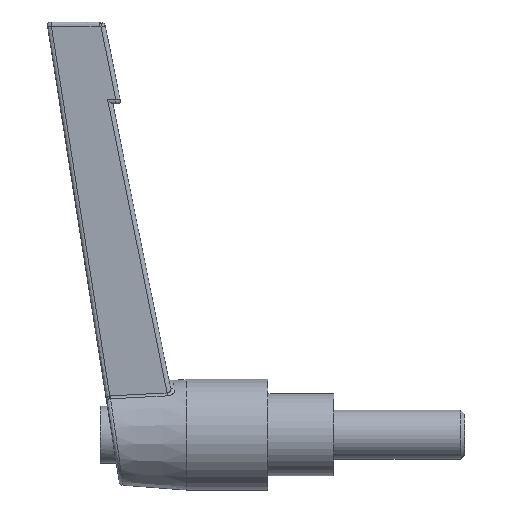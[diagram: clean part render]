
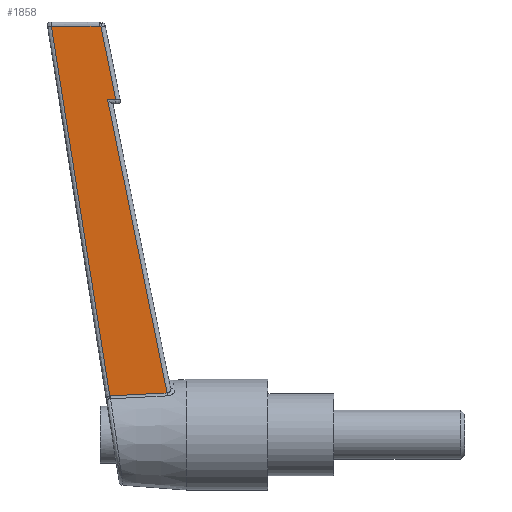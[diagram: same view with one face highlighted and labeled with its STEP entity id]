
A CAD part, left-side view. The second image highlights one B-rep face of the part: STEP entity #1858.
In plain terms, the highlighted planar face has unit normal (-0.999, 0.054, 0.002).
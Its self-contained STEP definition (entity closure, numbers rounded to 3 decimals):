
#36 = CARTESIAN_POINT ( 'NONE',  ( -3.972, 18.915, 40.878 ) ) ;
#151 = CARTESIAN_POINT ( 'NONE',  ( -3.861, 20.612, 49.878 ) ) ;
#335 = PLANE ( 'NONE',  #658 ) ;
#377 = CARTESIAN_POINT ( 'NONE',  ( -4.028, 19.32, 4.731 ) ) ;
#629 = CARTESIAN_POINT ( 'NONE',  ( -3.707, 24.068, 34.829 ) ) ;
#634 = DIRECTION ( 'NONE',  ( -0.054, -0.999, 0. ) ) ;
#658 = AXIS2_PLACEMENT_3D ( 'NONE', #4878, #2198, #634 ) ;
#661 = CARTESIAN_POINT ( 'NONE',  ( -4.033, 19.229, 4.738 ) ) ;
#807 = VERTEX_POINT ( 'NONE', #1463 ) ;
#810 = CARTESIAN_POINT ( 'NONE',  ( -3.547, 26.442, 49.878 ) ) ;
#811 = EDGE_CURVE ( 'NONE', #1040, #1581, #4325, .T. ) ;
#868 = CARTESIAN_POINT ( 'NONE',  ( -3.99, 18.582, 40.878 ) ) ;
#877 = CARTESIAN_POINT ( 'NONE',  ( -4.404, 12.325, 5.099 ) ) ;
#972 = CARTESIAN_POINT ( 'NONE',  ( -3.873, 20.392, 49.801 ) ) ;
#989 = CARTESIAN_POINT ( 'NONE',  ( -3.865, 20.539, 49.852 ) ) ;
#1040 = VERTEX_POINT ( 'NONE', #868 ) ;
#1042 = CARTESIAN_POINT ( 'NONE',  ( -4.157, 16.928, 4.858 ) ) ;
#1076 = ORIENTED_EDGE ( 'NONE', *, *, #2901, .T. ) ;
#1132 = CARTESIAN_POINT ( 'NONE',  ( -3.954, 19.249, 40.878 ) ) ;
#1269 = EDGE_CURVE ( 'NONE', #4605, #1532, #2723, .T. ) ;
#1463 = CARTESIAN_POINT ( 'NONE',  ( -4.033, 19.229, 4.738 ) ) ;
#1472 = CARTESIAN_POINT ( 'NONE',  ( -4.03, 19.29, 4.735 ) ) ;
#1494 = EDGE_LOOP ( 'NONE', ( #4757, #2959, #4130, #1824, #1076, #4303, #4912, #2466 ) ) ;
#1532 = VERTEX_POINT ( 'NONE', #377 ) ;
#1539 = CARTESIAN_POINT ( 'NONE',  ( -3.651, 24.499, 49.878 ) ) ;
#1581 = VERTEX_POINT ( 'NONE', #972 ) ;
#1788 = CARTESIAN_POINT ( 'NONE',  ( -3.547, 26.442, 49.878 ) ) ;
#1824 = ORIENTED_EDGE ( 'NONE', *, *, #4156, .T. ) ;
#1858 = ADVANCED_FACE ( 'NONE', ( #2620 ), #335, .T. ) ;
#1863 = CARTESIAN_POINT ( 'NONE',  ( -3.99, 18.582, 40.878 ) ) ;
#1921 = EDGE_CURVE ( 'NONE', #1532, #807, #4573, .T. ) ;
#2059 = B_SPLINE_CURVE_WITH_KNOTS ( 'NONE', 3,
 ( #3027, #1132, #36, #1863 ),
 .UNSPECIFIED., .F., .F.,
 ( 4, 4 ),
 ( 0., 1. ),
 .UNSPECIFIED. ) ;
#2072 = EDGE_CURVE ( 'NONE', #2364, #4605, #4038, .T. ) ;
#2136 = CARTESIAN_POINT ( 'NONE',  ( -3.99, 18.582, 40.878 ) ) ;
#2147 = CARTESIAN_POINT ( 'NONE',  ( -4.028, 19.32, 4.731 ) ) ;
#2198 = DIRECTION ( 'NONE',  ( -0.999, 0.054, 0.002 ) ) ;
#2282 = CARTESIAN_POINT ( 'NONE',  ( -3.547, 26.442, 49.878 ) ) ;
#2294 = VERTEX_POINT ( 'NONE', #4842 ) ;
#2316 = CARTESIAN_POINT ( 'NONE',  ( -4.092, 17.163, 28.952 ) ) ;
#2364 = VERTEX_POINT ( 'NONE', #2646 ) ;
#2454 = CARTESIAN_POINT ( 'NONE',  ( -3.936, 19.582, 40.878 ) ) ;
#2466 = ORIENTED_EDGE ( 'NONE', *, *, #2072, .T. ) ;
#2532 = CARTESIAN_POINT ( 'NONE',  ( -3.951, 19.185, 43.852 ) ) ;
#2550 = CARTESIAN_POINT ( 'NONE',  ( -4.033, 19.229, 4.738 ) ) ;
#2580 = CARTESIAN_POINT ( 'NONE',  ( -3.873, 20.392, 49.801 ) ) ;
#2602 = B_SPLINE_CURVE_WITH_KNOTS ( 'NONE', 3,
 ( #877, #4623, #2316, #4321 ),
 .UNSPECIFIED., .F., .F.,
 ( 4, 4 ),
 ( 0.006, 1. ),
 .UNSPECIFIED. ) ;
#2620 = FACE_OUTER_BOUND ( 'NONE', #1494, .T. ) ;
#2646 = CARTESIAN_POINT ( 'NONE',  ( -3.861, 20.612, 49.878 ) ) ;
#2723 = B_SPLINE_CURVE_WITH_KNOTS ( 'NONE', 3,
 ( #1788, #629, #3303, #3356 ),
 .UNSPECIFIED., .F., .F.,
 ( 4, 4 ),
 ( 0., 0.995 ),
 .UNSPECIFIED. ) ;
#2901 = EDGE_CURVE ( 'NONE', #3073, #1040, #2059, .T. ) ;
#2959 = ORIENTED_EDGE ( 'NONE', *, *, #1921, .T. ) ;
#3027 = CARTESIAN_POINT ( 'NONE',  ( -3.936, 19.582, 40.878 ) ) ;
#3073 = VERTEX_POINT ( 'NONE', #2454 ) ;
#3084 = B_SPLINE_CURVE_WITH_KNOTS ( 'NONE', 3,
 ( #2550, #1042, #4066, #4458 ),
 .UNSPECIFIED., .F., .F.,
 ( 4, 4 ),
 ( 0., 0.007 ),
 .UNSPECIFIED. ) ;
#3288 = CARTESIAN_POINT ( 'NONE',  ( -3.873, 20.392, 49.801 ) ) ;
#3303 = CARTESIAN_POINT ( 'NONE',  ( -3.867, 21.694, 19.78 ) ) ;
#3356 = CARTESIAN_POINT ( 'NONE',  ( -4.028, 19.32, 4.731 ) ) ;
#3458 = EDGE_CURVE ( 'NONE', #1581, #2364, #4625, .T. ) ;
#3673 = CARTESIAN_POINT ( 'NONE',  ( -3.912, 19.789, 46.827 ) ) ;
#3686 = CARTESIAN_POINT ( 'NONE',  ( -4.031, 19.26, 4.736 ) ) ;
#3858 = CARTESIAN_POINT ( 'NONE',  ( -3.756, 22.555, 49.878 ) ) ;
#4038 = B_SPLINE_CURVE_WITH_KNOTS ( 'NONE', 3,
 ( #4980, #3858, #1539, #810 ),
 .UNSPECIFIED., .F., .F.,
 ( 4, 4 ),
 ( 0., 1. ),
 .UNSPECIFIED. ) ;
#4066 = CARTESIAN_POINT ( 'NONE',  ( -4.28, 14.626, 4.979 ) ) ;
#4130 = ORIENTED_EDGE ( 'NONE', *, *, #4519, .T. ) ;
#4156 = EDGE_CURVE ( 'NONE', #2294, #3073, #2602, .T. ) ;
#4303 = ORIENTED_EDGE ( 'NONE', *, *, #811, .T. ) ;
#4321 = CARTESIAN_POINT ( 'NONE',  ( -3.936, 19.582, 40.878 ) ) ;
#4325 = B_SPLINE_CURVE_WITH_KNOTS ( 'NONE', 3,
 ( #2136, #2532, #3673, #2580 ),
 .UNSPECIFIED., .F., .F.,
 ( 4, 4 ),
 ( 0., 1. ),
 .UNSPECIFIED. ) ;
#4458 = CARTESIAN_POINT ( 'NONE',  ( -4.404, 12.325, 5.099 ) ) ;
#4519 = EDGE_CURVE ( 'NONE', #807, #2294, #3084, .T. ) ;
#4573 = B_SPLINE_CURVE_WITH_KNOTS ( 'NONE', 3,
 ( #2147, #1472, #3686, #661 ),
 .UNSPECIFIED., .F., .F.,
 ( 4, 4 ),
 ( 0., 0. ),
 .UNSPECIFIED. ) ;
#4605 = VERTEX_POINT ( 'NONE', #2282 ) ;
#4623 = CARTESIAN_POINT ( 'NONE',  ( -4.248, 14.744, 17.025 ) ) ;
#4625 = B_SPLINE_CURVE_WITH_KNOTS ( 'NONE', 3,
 ( #3288, #4754, #989, #151 ),
 .UNSPECIFIED., .F., .F.,
 ( 4, 4 ),
 ( 0., 1. ),
 .UNSPECIFIED. ) ;
#4754 = CARTESIAN_POINT ( 'NONE',  ( -3.869, 20.465, 49.827 ) ) ;
#4757 = ORIENTED_EDGE ( 'NONE', *, *, #1269, .T. ) ;
#4842 = CARTESIAN_POINT ( 'NONE',  ( -4.404, 12.325, 5.099 ) ) ;
#4878 = CARTESIAN_POINT ( 'NONE',  ( -4.499, 10.777, 0.113 ) ) ;
#4912 = ORIENTED_EDGE ( 'NONE', *, *, #3458, .T. ) ;
#4980 = CARTESIAN_POINT ( 'NONE',  ( -3.861, 20.612, 49.878 ) ) ;
